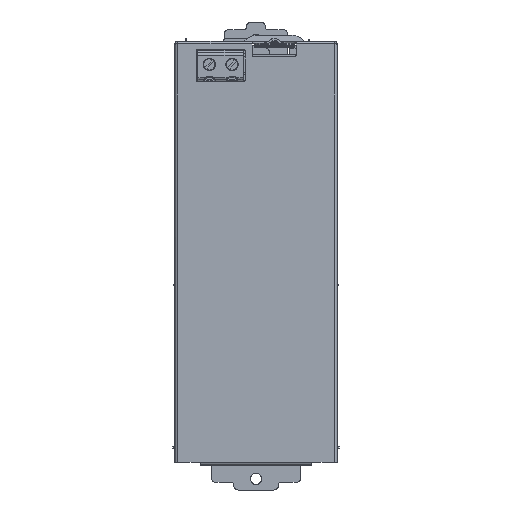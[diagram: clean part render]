
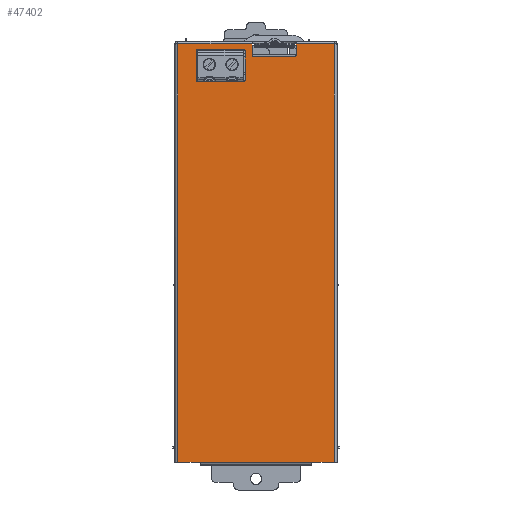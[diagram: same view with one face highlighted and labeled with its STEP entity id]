
A CAD part, front view. The second image highlights one B-rep face of the part: STEP entity #47402.
In plain terms, the highlighted planar face has unit normal (0, -1, 0).
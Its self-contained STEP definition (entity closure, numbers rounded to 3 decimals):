
#44610=CARTESIAN_POINT('',(-35.15,-25.4,182.9));
#44611=VERTEX_POINT('',#44610);
#44621=CARTESIAN_POINT('',(-1.6,-25.4,182.9));
#44622=VERTEX_POINT('',#44621);
#44623=CARTESIAN_POINT('',(-35.15,-25.4,182.9));
#44624=DIRECTION('',(1.0,0.0,0.0));
#44625=VECTOR('',#44624,33.55);
#44626=LINE('',#44623,#44625);
#44627=EDGE_CURVE('',#44611,#44622,#44626,.T.);
#44652=CARTESIAN_POINT('',(35.15,-25.4,182.9));
#44653=VERTEX_POINT('',#44652);
#44671=CARTESIAN_POINT('',(18.,-25.4,182.9));
#44672=VERTEX_POINT('',#44671);
#44680=CARTESIAN_POINT('',(18.,-25.4,182.9));
#44681=DIRECTION('',(1.0,0.0,0.0));
#44682=VECTOR('',#44681,17.15);
#44683=LINE('',#44680,#44682);
#44684=EDGE_CURVE('',#44672,#44653,#44683,.T.);
#45940=CARTESIAN_POINT('',(-5.4,-25.4,180.3));
#45941=VERTEX_POINT('',#45940);
#45959=CARTESIAN_POINT('',(-4.9,-25.4,179.8));
#45960=VERTEX_POINT('',#45959);
#45967=CARTESIAN_POINT('',(-5.4,-25.4,179.8));
#45968=DIRECTION('',(0.0,-1.0,0.0));
#45969=DIRECTION('',(1.0,0.0,0.0));
#45970=AXIS2_PLACEMENT_3D('',#45967,#45968,#45969);
#45971=CIRCLE('',#45970,0.5);
#45972=EDGE_CURVE('',#45960,#45941,#45971,.T.);
#45982=CARTESIAN_POINT('',(-26.4,-25.4,180.3));
#45983=VERTEX_POINT('',#45982);
#45984=CARTESIAN_POINT('',(-5.4,-25.4,180.3));
#45985=DIRECTION('',(-1.0,0.0,0.0));
#45986=VECTOR('',#45985,21.);
#45987=LINE('',#45984,#45986);
#45988=EDGE_CURVE('',#45941,#45983,#45987,.T.);
#46013=CARTESIAN_POINT('',(-26.9,-25.4,179.8));
#46014=VERTEX_POINT('',#46013);
#46015=CARTESIAN_POINT('',(-26.4,-25.4,179.8));
#46016=DIRECTION('',(0.0,-1.0,0.0));
#46017=DIRECTION('',(0.0,0.0,1.0));
#46018=AXIS2_PLACEMENT_3D('',#46015,#46016,#46017);
#46019=CIRCLE('',#46018,0.5);
#46020=EDGE_CURVE('',#45983,#46014,#46019,.T.);
#46046=CARTESIAN_POINT('',(-26.9,-25.4,166.6));
#46047=VERTEX_POINT('',#46046);
#46048=CARTESIAN_POINT('',(-26.9,-25.4,179.8));
#46049=DIRECTION('',(0.0,0.0,-1.0));
#46050=VECTOR('',#46049,13.2);
#46051=LINE('',#46048,#46050);
#46052=EDGE_CURVE('',#46014,#46047,#46051,.T.);
#46077=CARTESIAN_POINT('',(-26.4,-25.4,166.1));
#46078=VERTEX_POINT('',#46077);
#46079=CARTESIAN_POINT('',(-26.4,-25.4,166.6));
#46080=DIRECTION('',(0.0,-1.0,0.0));
#46081=DIRECTION('',(0.0,0.0,-1.0));
#46082=AXIS2_PLACEMENT_3D('',#46079,#46080,#46081);
#46083=CIRCLE('',#46082,0.5);
#46084=EDGE_CURVE('',#46047,#46078,#46083,.T.);
#46110=CARTESIAN_POINT('',(-5.4,-25.4,166.1));
#46111=VERTEX_POINT('',#46110);
#46112=CARTESIAN_POINT('',(-26.4,-25.4,166.1));
#46113=DIRECTION('',(1.0,0.0,0.0));
#46114=VECTOR('',#46113,21.);
#46115=LINE('',#46112,#46114);
#46116=EDGE_CURVE('',#46078,#46111,#46115,.T.);
#46141=CARTESIAN_POINT('',(-4.9,-25.4,166.6));
#46142=VERTEX_POINT('',#46141);
#46143=CARTESIAN_POINT('',(-5.4,-25.4,166.6));
#46144=DIRECTION('',(0.0,-1.0,0.0));
#46145=DIRECTION('',(1.0,0.0,0.0));
#46146=AXIS2_PLACEMENT_3D('',#46143,#46144,#46145);
#46147=CIRCLE('',#46146,0.5);
#46148=EDGE_CURVE('',#46111,#46142,#46147,.T.);
#46182=CARTESIAN_POINT('',(-4.9,-25.4,166.6));
#46183=DIRECTION('',(0.0,0.0,1.0));
#46184=VECTOR('',#46183,13.2);
#46185=LINE('',#46182,#46184);
#46186=EDGE_CURVE('',#46142,#45960,#46185,.T.);
#46655=CARTESIAN_POINT('',(-35.15,-25.4,-4.7));
#46656=VERTEX_POINT('',#46655);
#46664=CARTESIAN_POINT('',(-35.15,-25.4,182.9));
#46665=DIRECTION('',(0.0,0.0,-1.0));
#46666=VECTOR('',#46665,187.6);
#46667=LINE('',#46664,#46666);
#46668=EDGE_CURVE('',#44611,#46656,#46667,.T.);
#46711=CARTESIAN_POINT('',(35.15,-25.4,-4.7));
#46712=VERTEX_POINT('',#46711);
#46713=CARTESIAN_POINT('',(35.15,-25.4,182.9));
#46714=DIRECTION('',(0.0,0.0,-1.0));
#46715=VECTOR('',#46714,187.6);
#46716=LINE('',#46713,#46715);
#46717=EDGE_CURVE('',#44653,#46712,#46716,.T.);
#46927=CARTESIAN_POINT('',(-25.0,-25.4,-4.8));
#46928=VERTEX_POINT('',#46927);
#46936=CARTESIAN_POINT('',(-25.0,-25.4,-4.7));
#46937=VERTEX_POINT('',#46936);
#46938=CARTESIAN_POINT('',(-25.0,-25.4,-4.8));
#46939=DIRECTION('',(0.0,0.0,1.0));
#46940=VECTOR('',#46939,0.1);
#46941=LINE('',#46938,#46940);
#46942=EDGE_CURVE('',#46928,#46937,#46941,.T.);
#46968=CARTESIAN_POINT('',(25.,-25.4,-4.8));
#46969=VERTEX_POINT('',#46968);
#46977=CARTESIAN_POINT('',(25.,-25.4,-4.8));
#46978=DIRECTION('',(-1.0,0.0,0.0));
#46979=VECTOR('',#46978,50.);
#46980=LINE('',#46977,#46979);
#46981=EDGE_CURVE('',#46969,#46928,#46980,.T.);
#47006=CARTESIAN_POINT('',(25.,-25.4,-4.7));
#47007=VERTEX_POINT('',#47006);
#47014=CARTESIAN_POINT('',(25.,-25.4,-4.8));
#47015=DIRECTION('',(0.0,0.0,1.0));
#47016=VECTOR('',#47015,0.1);
#47017=LINE('',#47014,#47016);
#47018=EDGE_CURVE('',#46969,#47007,#47017,.T.);
#47172=CARTESIAN_POINT('',(35.15,-25.4,-4.7));
#47173=DIRECTION('',(-1.0,0.0,0.));
#47174=VECTOR('',#47173,10.15);
#47175=LINE('',#47172,#47174);
#47176=EDGE_CURVE('',#46712,#47007,#47175,.T.);
#47195=CARTESIAN_POINT('',(-35.15,-25.4,-4.7));
#47196=DIRECTION('',(1.0,0.0,0.0));
#47197=VECTOR('',#47196,10.15);
#47198=LINE('',#47195,#47197);
#47199=EDGE_CURVE('',#46656,#46937,#47198,.T.);
#47319=CARTESIAN_POINT('',(18.,-25.4,178.1));
#47320=VERTEX_POINT('',#47319);
#47328=CARTESIAN_POINT('',(17.,-25.4,177.1));
#47329=VERTEX_POINT('',#47328);
#47336=CARTESIAN_POINT('',(17.,-25.4,178.1));
#47337=DIRECTION('',(0.0,1.0,0.0));
#47338=DIRECTION('',(1.0,0.0,0.0));
#47339=AXIS2_PLACEMENT_3D('',#47336,#47337,#47338);
#47340=CIRCLE('',#47339,1.0);
#47341=EDGE_CURVE('',#47320,#47329,#47340,.T.);
#47346=CARTESIAN_POINT('',(-35.161,-25.4,182.911));
#47347=DIRECTION('',(0.0,-1.0,0.0));
#47348=DIRECTION('',(0.0,0.0,-1.0));
#47349=AXIS2_PLACEMENT_3D('',#47346,#47347,#47348);
#47350=PLANE('',#47349);
#47351=CARTESIAN_POINT('',(18.,-25.4,182.9));
#47352=DIRECTION('',(0.0,0.0,-1.0));
#47353=VECTOR('',#47352,4.8);
#47354=LINE('',#47351,#47353);
#47355=EDGE_CURVE('',#44672,#47320,#47354,.T.);
#47356=ORIENTED_EDGE('',*,*,#47355,.T.);
#47357=ORIENTED_EDGE('',*,*,#47341,.T.);
#47358=CARTESIAN_POINT('',(-0.6,-25.4,177.1));
#47359=VERTEX_POINT('',#47358);
#47360=CARTESIAN_POINT('',(-0.6,-25.4,177.1));
#47361=DIRECTION('',(1.0,0.0,0.0));
#47362=VECTOR('',#47361,17.6);
#47363=LINE('',#47360,#47362);
#47364=EDGE_CURVE('',#47359,#47329,#47363,.T.);
#47365=ORIENTED_EDGE('',*,*,#47364,.F.);
#47366=CARTESIAN_POINT('',(-1.6,-25.4,178.1));
#47367=VERTEX_POINT('',#47366);
#47368=CARTESIAN_POINT('',(-0.6,-25.4,178.1));
#47369=DIRECTION('',(0.0,-1.0,0.0));
#47370=DIRECTION('',(-1.0,0.0,0.0));
#47371=AXIS2_PLACEMENT_3D('',#47368,#47369,#47370);
#47372=CIRCLE('',#47371,1.0);
#47373=EDGE_CURVE('',#47367,#47359,#47372,.T.);
#47374=ORIENTED_EDGE('',*,*,#47373,.F.);
#47375=CARTESIAN_POINT('',(-1.6,-25.4,182.9));
#47376=DIRECTION('',(0.0,0.0,-1.0));
#47377=VECTOR('',#47376,4.8);
#47378=LINE('',#47375,#47377);
#47379=EDGE_CURVE('',#44622,#47367,#47378,.T.);
#47380=ORIENTED_EDGE('',*,*,#47379,.F.);
#47381=ORIENTED_EDGE('',*,*,#44627,.F.);
#47382=ORIENTED_EDGE('',*,*,#46668,.T.);
#47383=ORIENTED_EDGE('',*,*,#47199,.T.);
#47384=ORIENTED_EDGE('',*,*,#46942,.F.);
#47385=ORIENTED_EDGE('',*,*,#46981,.F.);
#47386=ORIENTED_EDGE('',*,*,#47018,.T.);
#47387=ORIENTED_EDGE('',*,*,#47176,.F.);
#47388=ORIENTED_EDGE('',*,*,#46717,.F.);
#47389=ORIENTED_EDGE('',*,*,#44684,.F.);
#47390=EDGE_LOOP('',(#47356,#47357,#47365,#47374,#47380,#47381,#47382,#47383,#47384,#47385,#47386,#47387,#47388,#47389));
#47391=FACE_OUTER_BOUND('',#47390,.T.);
#47392=ORIENTED_EDGE('',*,*,#45972,.F.);
#47393=ORIENTED_EDGE('',*,*,#46186,.F.);
#47394=ORIENTED_EDGE('',*,*,#46148,.F.);
#47395=ORIENTED_EDGE('',*,*,#46116,.F.);
#47396=ORIENTED_EDGE('',*,*,#46084,.F.);
#47397=ORIENTED_EDGE('',*,*,#46052,.F.);
#47398=ORIENTED_EDGE('',*,*,#46020,.F.);
#47399=ORIENTED_EDGE('',*,*,#45988,.F.);
#47400=EDGE_LOOP('',(#47392,#47393,#47394,#47395,#47396,#47397,#47398,#47399));
#47401=FACE_BOUND('',#47400,.T.);
#47402=ADVANCED_FACE('',(#47391,#47401),#47350,.T.);
